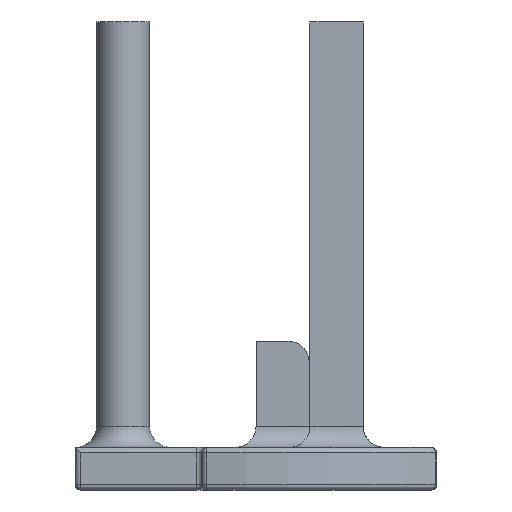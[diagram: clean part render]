
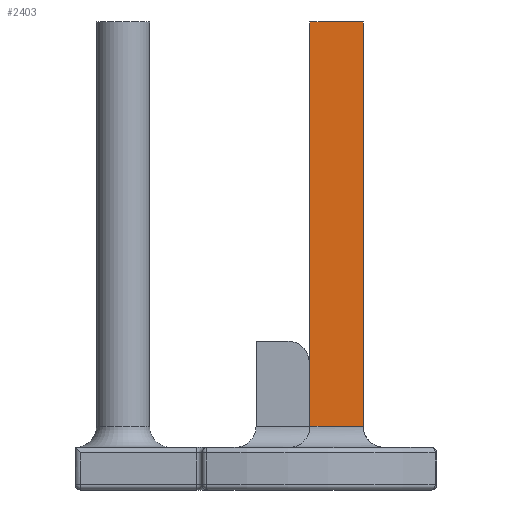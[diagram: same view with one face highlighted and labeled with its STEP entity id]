
A CAD part, left-side view. The second image highlights one B-rep face of the part: STEP entity #2403.
In plain terms, the highlighted planar face has unit normal (-1, 0, 0).
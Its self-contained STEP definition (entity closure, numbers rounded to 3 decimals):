
#75=PLANE('',#2680);
#256=LINE('',#3945,#474);
#263=LINE('',#3967,#481);
#278=LINE('',#4014,#496);
#279=LINE('',#4015,#497);
#474=VECTOR('',#3215,10.);
#481=VECTOR('',#3240,10.);
#496=VECTOR('',#3293,10.);
#497=VECTOR('',#3294,10.);
#729=FACE_OUTER_BOUND('',#904,.T.);
#904=EDGE_LOOP('',(#2054,#2055,#2056,#2057));
#1223=VERTEX_POINT('',#3942);
#1224=VERTEX_POINT('',#3944);
#1230=VERTEX_POINT('',#3965);
#1243=VERTEX_POINT('',#4013);
#1502=EDGE_CURVE('',#1223,#1224,#256,.T.);
#1514=EDGE_CURVE('',#1223,#1230,#263,.T.);
#1537=EDGE_CURVE('',#1243,#1230,#278,.T.);
#1538=EDGE_CURVE('',#1224,#1243,#279,.T.);
#2054=ORIENTED_EDGE('',*,*,#1502,.F.);
#2055=ORIENTED_EDGE('',*,*,#1514,.T.);
#2056=ORIENTED_EDGE('',*,*,#1537,.F.);
#2057=ORIENTED_EDGE('',*,*,#1538,.F.);
#2403=ADVANCED_FACE('',(#729),#75,.T.);
#2680=AXIS2_PLACEMENT_3D('',#4012,#3291,#3292);
#3215=DIRECTION('',(0.,1.,0.));
#3240=DIRECTION('',(0.,0.,1.));
#3291=DIRECTION('center_axis',(-1.,0.,0.));
#3292=DIRECTION('ref_axis',(0.,-1.,0.));
#3293=DIRECTION('',(0.,-1.,0.));
#3294=DIRECTION('',(0.,0.,1.));
#3942=CARTESIAN_POINT('',(-34.,-20.149,117.));
#3944=CARTESIAN_POINT('',(-34.,-10.149,117.));
#3945=CARTESIAN_POINT('',(-34.,-5.074,117.));
#3965=CARTESIAN_POINT('',(-34.,-20.149,193.));
#3967=CARTESIAN_POINT('',(-34.,-20.149,113.));
#4012=CARTESIAN_POINT('Origin',(-34.,-10.149,113.));
#4013=CARTESIAN_POINT('',(-34.,-10.149,193.));
#4014=CARTESIAN_POINT('',(-34.,-20.149,193.));
#4015=CARTESIAN_POINT('',(-34.,-10.149,113.));
